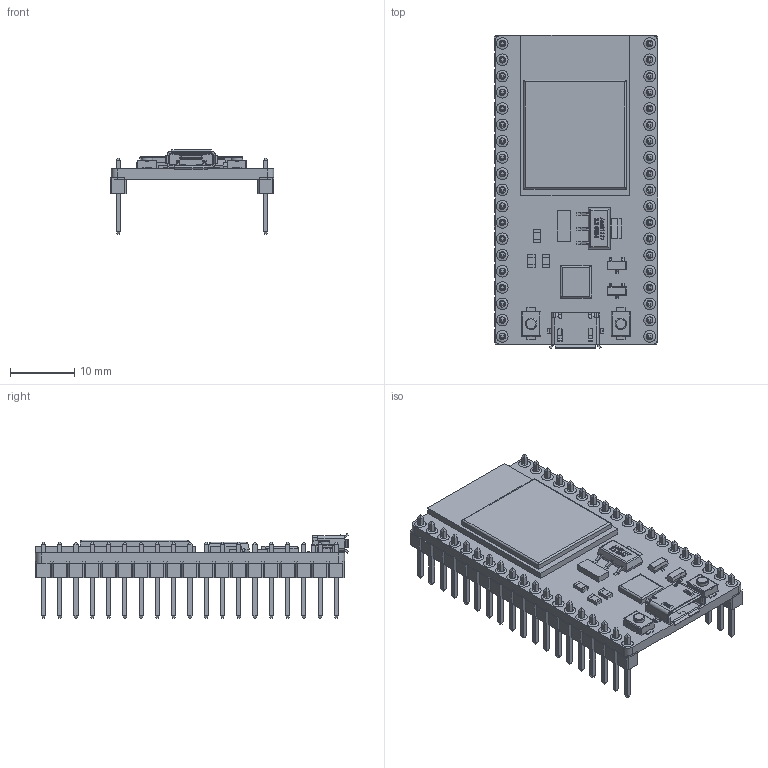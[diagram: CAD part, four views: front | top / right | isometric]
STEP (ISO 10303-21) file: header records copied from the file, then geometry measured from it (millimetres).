
FILE_DESCRIPTION(/* description */ (''),/* implementation_level */ '2;1');
FILE_NAME(/* name */ 'NodeMCU-32S.step',/* time_stamp */ '2021-01-11T04:17:15+02:00',/* author */ (''),/* organization */ (''),/* preprocessor_version */ 'ST-DEVELOPER v18.1',/* originating_system */ 'Autodesk Translation Framework v9.7.1.1290',/* authorisation */ '');
FILE_SCHEMA (('AUTOMOTIVE_DESIGN { 1 0 10303 214 3 1 1 }'));
Products named in the file (8): NodeMCU-32S; 10104111-0001LF v1; zl201-19_p2-54_l48-3_w2-54_h8-9 v1; res_1206; AMS1117 v1; res_0805 v1; SOT23SMD v1; 3x4x2mm - 2 Pad v1
Assembly tree (12 placements, depth 2):
  NodeMCU-32S
    10104111-0001LF v1
    zl201-19_p2-54_l48-3_w2-54_h8-9 v1  x2
    res_0805 v1  x3
    res_1206
    AMS1117 v1
    SOT23SMD v1  x2
    3x4x2mm - 2 Pad v1  x2
Bounding box: 25.55 x 48.9 x 13.26 mm (x, y, z)
Volume: 3538.5 mm3; surface area: 7049 mm2
Topology: 61 solids, 106 shells, 2915 faces, 7197 edges, 4572 vertices
Faces by surface type: plane 2448, cylinder 309, bspline 116, sphere 20, cone 16, torus 6
Full cylindrical faces by diameter (mm): 1.778 x2
Entity records: 62510 total; most frequent: CARTESIAN_POINT 13812, ORIENTED_EDGE 10090, DIRECTION 9453, EDGE_CURVE 5045, LINE 4077, VECTOR 4077, VERTEX_POINT 3228, AXIS2_PLACEMENT_3D 2688
